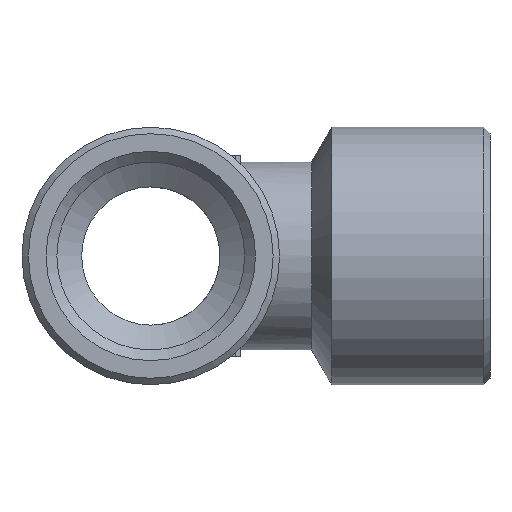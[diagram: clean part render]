
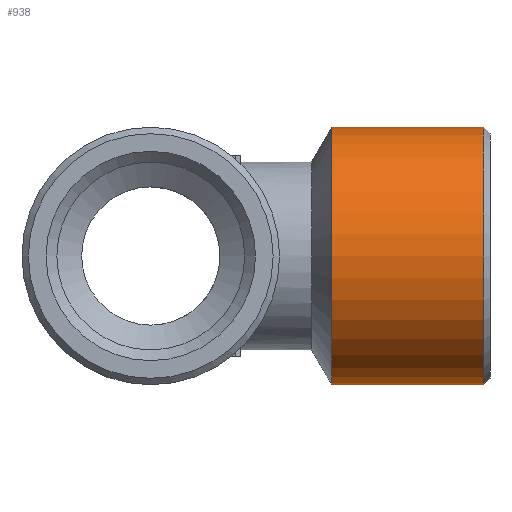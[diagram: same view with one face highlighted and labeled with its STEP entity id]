
A CAD part, left-side view. The second image highlights one B-rep face of the part: STEP entity #938.
In plain terms, the highlighted cylindrical face has radius 10.25 mm (diameter 20.5 mm), a full revolution.
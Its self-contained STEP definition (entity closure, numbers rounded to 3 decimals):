
#413=ORIENTED_EDGE('',*,*,#556,.F.);
#414=ORIENTED_EDGE('',*,*,#555,.T.);
#555=EDGE_CURVE('',#647,#647,#695,.T.);
#556=EDGE_CURVE('',#648,#648,#696,.T.);
#647=VERTEX_POINT('',#1647);
#648=VERTEX_POINT('',#1650);
#695=CIRCLE('',#1048,10.25);
#696=CIRCLE('',#1050,10.25);
#761=EDGE_LOOP('',(#413));
#762=EDGE_LOOP('',(#414));
#843=FACE_BOUND('',#761,.T.);
#844=FACE_BOUND('',#762,.T.);
#892=CYLINDRICAL_SURFACE('',#1049,10.25);
#938=ADVANCED_FACE('',(#843,#844),#892,.T.);
#1048=AXIS2_PLACEMENT_3D('',#1646,#1300,#1301);
#1049=AXIS2_PLACEMENT_3D('',#1648,#1302,#1303);
#1050=AXIS2_PLACEMENT_3D('',#1649,#1304,#1305);
#1300=DIRECTION('',(0.,-1.,0.));
#1301=DIRECTION('',(1.,0.,0.));
#1302=DIRECTION('',(0.,-1.,0.));
#1303=DIRECTION('',(1.,0.,0.));
#1304=DIRECTION('',(0.,-1.,0.));
#1305=DIRECTION('',(1.,0.,0.));
#1646=CARTESIAN_POINT('',(0.,-14.4,0.));
#1647=CARTESIAN_POINT('',(10.25,-14.4,0.));
#1648=CARTESIAN_POINT('',(0.,-27.,0.));
#1649=CARTESIAN_POINT('',(0.,-26.488,0.));
#1650=CARTESIAN_POINT('',(10.25,-26.488,0.));
